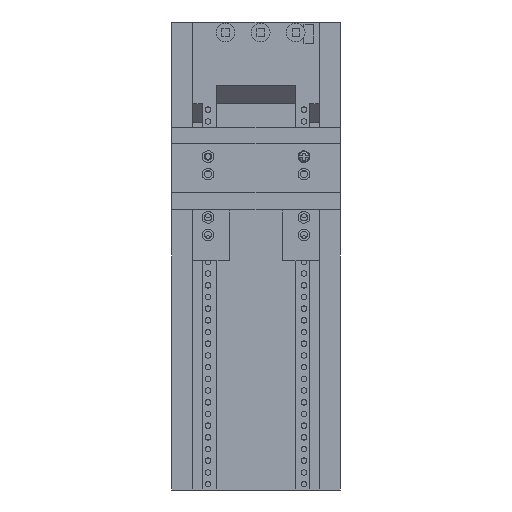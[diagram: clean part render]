
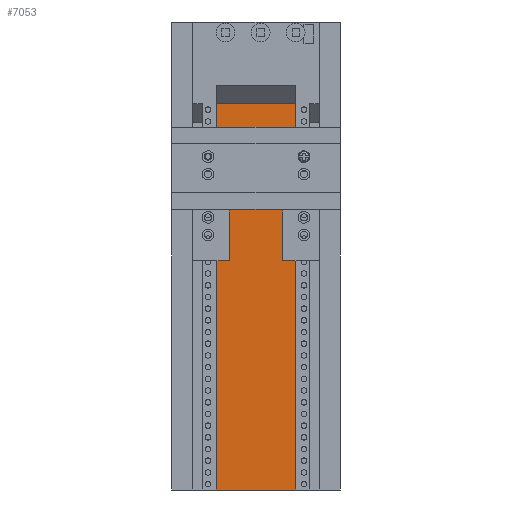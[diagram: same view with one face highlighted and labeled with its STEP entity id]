
A CAD part, front view. The second image highlights one B-rep face of the part: STEP entity #7053.
In plain terms, the highlighted face is planar.
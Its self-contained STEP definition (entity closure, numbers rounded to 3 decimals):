
#1611=ORIENTED_EDGE('',*,*,#2945,.F.);
#1612=ORIENTED_EDGE('',*,*,#2944,.F.);
#1613=ORIENTED_EDGE('',*,*,#2946,.T.);
#1614=ORIENTED_EDGE('',*,*,#2796,.T.);
#2796=EDGE_CURVE('',#3570,#3569,#4056,.T.);
#2944=EDGE_CURVE('',#3699,#3698,#4138,.T.);
#2945=EDGE_CURVE('',#3698,#3569,#4139,.T.);
#2946=EDGE_CURVE('',#3699,#3570,#4140,.T.);
#3569=VERTEX_POINT('',#14501);
#3570=VERTEX_POINT('',#14503);
#3698=VERTEX_POINT('',#14791);
#3699=VERTEX_POINT('',#14793);
#4056=LINE('',#14502,#4495);
#4138=LINE('',#14794,#4577);
#4139=LINE('',#14796,#4578);
#4140=LINE('',#14797,#4579);
#4495=VECTOR('',#11697,1000.);
#4577=VECTOR('',#11939,1000.);
#4578=VECTOR('',#11942,1000.);
#4579=VECTOR('',#11943,1000.);
#5246=EDGE_LOOP('',(#1611,#1612,#1613,#1614));
#6152=FACE_BOUND('',#5246,.T.);
#6653=PLANE('',#10386);
#7053=ADVANCED_FACE('',(#6152),#6653,.T.);
#10386=AXIS2_PLACEMENT_3D('',#14795,#11940,#11941);
#11697=DIRECTION('',(0.,0.,-1.));
#11939=DIRECTION('',(0.,0.,-1.));
#11940=DIRECTION('',(1.,0.,0.));
#11941=DIRECTION('',(0.,0.,-1.));
#11942=DIRECTION('',(0.,-1.,0.));
#11943=DIRECTION('',(0.,-1.,0.));
#14501=CARTESIAN_POINT('',(-8.,0.,-17.));
#14502=CARTESIAN_POINT('',(-8.,0.,17.));
#14503=CARTESIAN_POINT('',(-8.,0.,17.));
#14791=CARTESIAN_POINT('',(-8.,165.,-17.));
#14793=CARTESIAN_POINT('',(-8.,165.,17.));
#14794=CARTESIAN_POINT('',(-8.,165.,17.));
#14795=CARTESIAN_POINT('',(-8.,165.,17.));
#14796=CARTESIAN_POINT('',(-8.,165.,-17.));
#14797=CARTESIAN_POINT('',(-8.,165.,17.));
